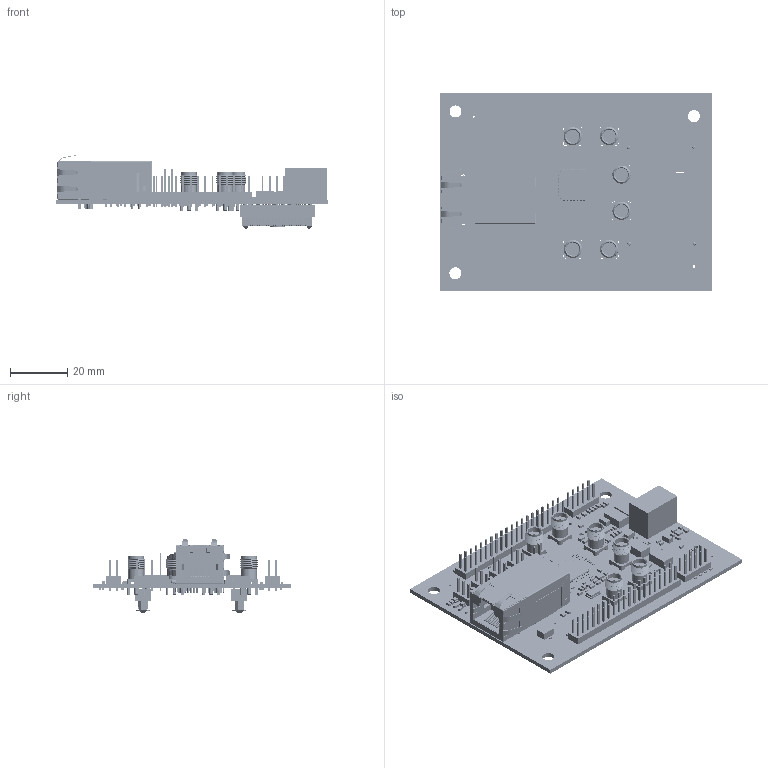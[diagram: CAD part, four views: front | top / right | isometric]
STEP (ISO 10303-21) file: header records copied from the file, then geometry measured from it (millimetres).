
FILE_DESCRIPTION(('Open CASCADE Model'),'2;1');
FILE_NAME('Open CASCADE Shape Model','2025-09-25T10:11:58',('Author'),( 'Open CASCADE'),'Open CASCADE STEP processor 7.5','Open CASCADE 7.5' ,'Unknown');
FILE_SCHEMA(('AUTOMOTIVE_DESIGN { 1 0 10303 214 1 1 1 1 }'));
Length unit declared in the file: millimetre
Products named in the file (342): PCB; Board; Open CASCADE STEP translator 7.5 1.1.1; J7; c-5-1814832-1-b-3d; J6; J2; J3; J4; J5; U2; 7561840832; Extruded; 6886883584; U3; 7564736608; 7669619168; 6886883264; Cylinder; U1; PAP0064x; BODY_VXE64A; LEAD_VXE64A; J1; 7499111000A; 7499111000A_1; 7499111000A_2; 7499111000A_3; C128; 6886882944; 6886882784; C183; C17; C80; C1; 6886882144; 6886881984; C2; C6; C5 ...
Assembly tree (1099 placements, depth 4):
  PCB
    Board
      Open CASCADE STEP translator 7.5 1.1.1
    J7
      c-5-1814832-1-b-3d
    J6
      c-5-1814832-1-b-3d
    J2
      c-5-1814832-1-b-3d
    J3
      c-5-1814832-1-b-3d
    J4
      c-5-1814832-1-b-3d
    J5
      c-5-1814832-1-b-3d
    U2
      7561840832
        Extruded
      6886883584
        Extruded
    U3
      7564736608
        Extruded
      7669619168
        Extruded
      6886883264
        Cylinder
    U1
      PAP0064x
        BODY_VXE64A
        LEAD_VXE64A  x64
    J1
      7499111000A
        7499111000A_1
        7499111000A_2
        7499111000A_3
    C128
      6886882944
        Extruded
      6886882784
        Extruded
    C183
      6886882944
        Extruded
      6886882784
        Extruded
    C17
      6886882944
        Extruded
      6886882784
        Extruded
    C80
      6886882944
        Extruded
      6886882784
        Extruded
    C1
      6886882144  x2
        Extruded
      6886881984
Bounding box: 94.82 x 69.44 x 26.22 mm (x, y, z)
Volume: 23607.3 mm3; surface area: 38971.4 mm2
Topology: 944 solids, 944 shells, 11929 faces, 28893 edges, 18982 vertices
Faces by surface type: plane 10185, cylinder 1586, bspline 74, cone 56, sphere 20, torus 4, revolution 4
Full cylindrical faces by diameter (mm): 0.4 x1, 0.5 x12, 0.762 x2, 0.89 x12, 0.964 x1, 1.016 x112, 1.02 x2, 1.45 x4, 1.5 x6, 1.57 x2, 1.6 x24, 3.5 x2, 4.19 x3
Entity records: 127898 total; most frequent: CARTESIAN_POINT 22175, DIRECTION 19297, ORIENTED_EDGE 18090, EDGE_CURVE 9043, LINE 7305, VECTOR 7305, AXIS2_PLACEMENT_3D 5995, VERTEX_POINT 5843
